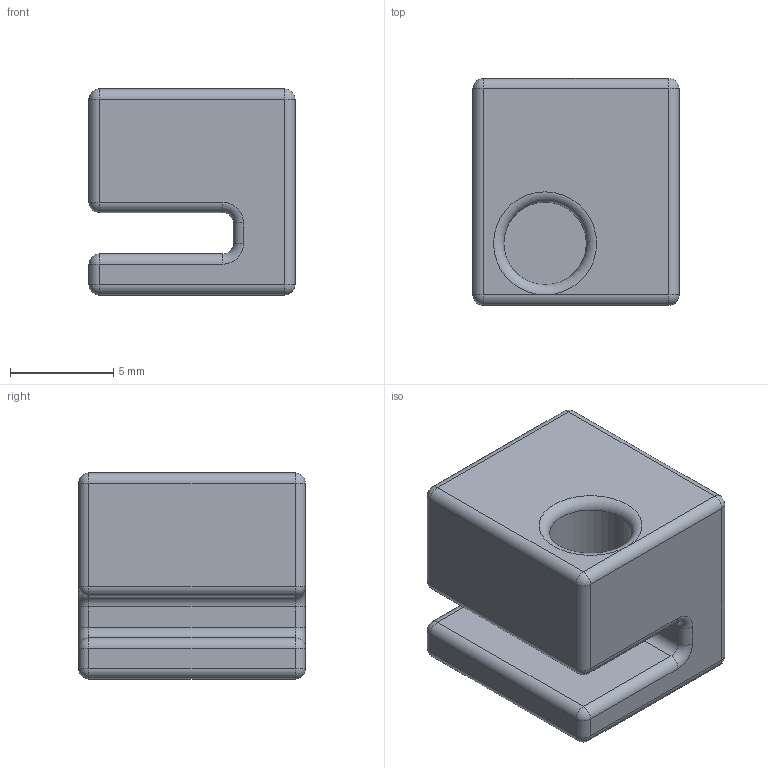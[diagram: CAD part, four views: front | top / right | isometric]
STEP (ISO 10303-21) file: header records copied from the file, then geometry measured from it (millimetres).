
FILE_DESCRIPTION(/* description */ (''),/* implementation_level */ '2;1');
FILE_NAME(/* name */ 'ProbeSharpener.stp',/* time_stamp */ '2022-05-20T13:07:57+01:00',/* author */ ('Pip'),/* organization */ (''),/* preprocessor_version */ 'ST-DEVELOPER v19',/* originating_system */ 'Autodesk Inventor 2023',/* authorisation */ '');
FILE_SCHEMA (('AUTOMOTIVE_DESIGN { 1 0 10303 214 3 1 1 }'));
Length unit declared in the file: millimetre
Products named in the file (1): ProbeSharpener
Bounding box: 10 x 11 x 10 mm (x, y, z)
Volume: 795.4 mm3; surface area: 828.2 mm2
Topology: 1 solids, 1 shells, 58 faces, 127 edges, 68 vertices
Faces by surface type: cylinder 26, sphere 12, plane 11, torus 8, cone 1
Full cylindrical faces by diameter (mm): 4 x2
Entity records: 1604 total; most frequent: DIRECTION 315, CARTESIAN_POINT 253, ORIENTED_EDGE 252, AXIS2_PLACEMENT_3D 130, EDGE_CURVE 126, CIRCLE 71, VERTEX_POINT 68, FACE_OUTER_BOUND 58
